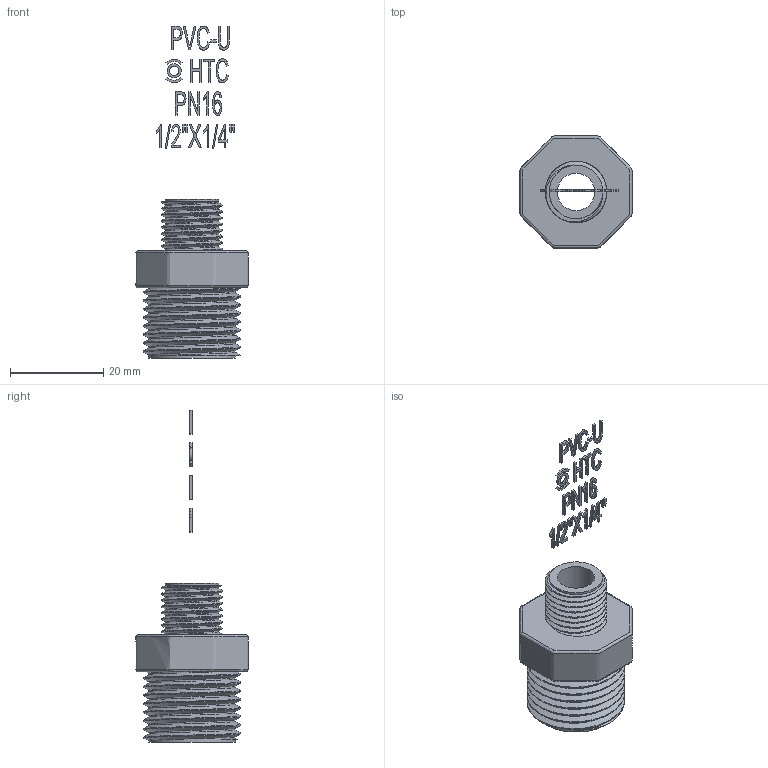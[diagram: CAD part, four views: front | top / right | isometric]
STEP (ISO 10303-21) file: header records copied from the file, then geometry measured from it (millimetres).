
FILE_DESCRIPTION(/* description */ (''),/* implementation_level */ '2;1');
FILE_NAME(/* name */ '1214.stp',/* time_stamp */ '2026-02-11T15:39:52+08:00',/* author */ (''),/* organization */ (''),/* preprocessor_version */ 'ST-DEVELOPER v16',/* originating_system */ 'SIEMENS PLM Software NX 10.0',/* authorisation */ '');
FILE_SCHEMA (('AUTOMOTIVE_DESIGN { 1 0 10303 214 3 1 1 1 }'));
Length unit declared in the file: millimetre
Products named in the file (1): gelv2AA8464Ea609
Bounding box: 24.04 x 24.02 x 71.09 mm (x, y, z)
Volume: 6743.5 mm3; surface area: 5255.2 mm2
Topology: 27 solids, 27 shells, 322 faces, 795 edges, 530 vertices
Faces by surface type: plane 197, extrusion 91, cylinder 28, bspline 6
Full cylindrical faces by diameter (mm): 2 x1, 3 x1, 8 x1, 11.445 x8, 12 x1, 18.631 x8
Entity records: 14111 total; most frequent: CARTESIAN_POINT 7681, ORIENTED_EDGE 1468, DIRECTION 803, EDGE_CURVE 734, B_SPLINE_CURVE_WITH_KNOTS 558, VERTEX_POINT 494, VECTOR 331, EDGE_LOOP 330
